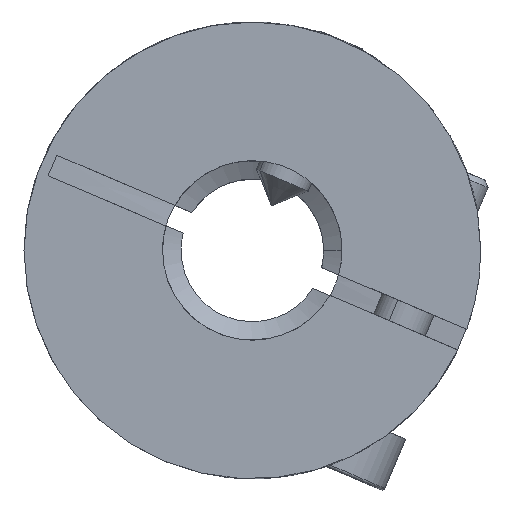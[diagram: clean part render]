
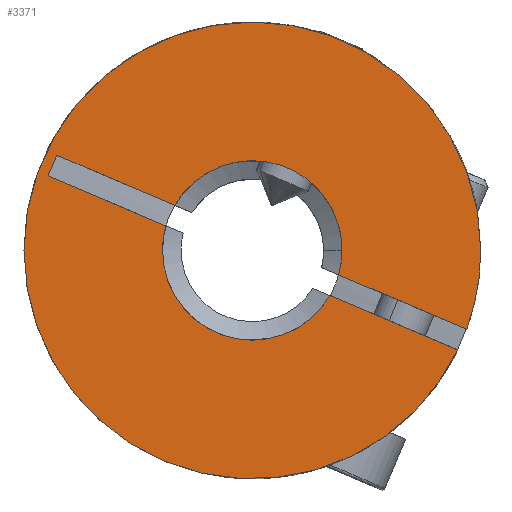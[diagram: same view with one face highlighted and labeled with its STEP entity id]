
A CAD part, left-side view. The second image highlights one B-rep face of the part: STEP entity #3371.
In plain terms, the highlighted planar face has unit normal (-1, 0, 0).
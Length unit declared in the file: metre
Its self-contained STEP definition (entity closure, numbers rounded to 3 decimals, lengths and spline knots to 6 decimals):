
#13 = EDGE_CURVE ( 'NONE', #2027, #321, #2806, .T. ) ;
#106 = CARTESIAN_POINT ( 'NONE',  ( -0.0125, -0.009171, -0.004436 ) ) ;
#131 = DIRECTION ( 'NONE',  ( 1., 0., 0. ) ) ;
#159 = DIRECTION ( 'NONE',  ( 0., 1., 0. ) ) ;
#246 = CARTESIAN_POINT ( 'NONE',  ( -0.0125, 0.008711, 0.004241 ) ) ;
#305 = DIRECTION ( 'NONE',  ( 1., 0., 0. ) ) ;
#321 = VERTEX_POINT ( 'NONE', #2554 ) ;
#355 = EDGE_CURVE ( 'NONE', #2027, #4325, #2869, .T. ) ;
#360 = DIRECTION ( 'NONE',  ( 1., 0., 0. ) ) ;
#416 = CARTESIAN_POINT ( 'NONE',  ( -0.0125, 0., 0. ) ) ;
#490 = CIRCLE ( 'NONE', #3104, 0.004 ) ;
#551 = CARTESIAN_POINT ( 'NONE',  ( -0.0125, 0.009101, 0.00332 ) ) ;
#568 = DIRECTION ( 'NONE',  ( 1., 0., 0. ) ) ;
#577 = VERTEX_POINT ( 'NONE', #1700 ) ;
#608 = EDGE_CURVE ( 'NONE', #4325, #5246, #1828, .T. ) ;
#609 = CARTESIAN_POINT ( 'NONE',  ( -0.0125, -0.00955, -0.003511 ) ) ;
#654 = EDGE_CURVE ( 'NONE', #321, #2846, #2666, .T. ) ;
#658 = ORIENTED_EDGE ( 'NONE', *, *, #2437, .T. ) ;
#694 = FACE_OUTER_BOUND ( 'NONE', #822, .T. ) ;
#724 = DIRECTION ( 'NONE',  ( 0., 0.921, 0.391 ) ) ;
#786 = CARTESIAN_POINT ( 'NONE',  ( -0.0125, 0.004, 0. ) ) ;
#822 = EDGE_LOOP ( 'NONE', ( #3434, #1029, #3409, #1759, #3916, #658, #4735, #1268, #4088, #1345, #4647 ) ) ;
#1029 = ORIENTED_EDGE ( 'NONE', *, *, #355, .T. ) ;
#1043 = DIRECTION ( 'NONE',  ( 1., 0., 0. ) ) ;
#1186 = CARTESIAN_POINT ( 'NONE',  ( -0.0125, 0.008711, 0.004241 ) ) ;
#1188 = DIRECTION ( 'NONE',  ( 0., -1., 0. ) ) ;
#1247 = EDGE_CURVE ( 'NONE', #1380, #4124, #4377, .T. ) ;
#1268 = ORIENTED_EDGE ( 'NONE', *, *, #4304, .T. ) ;
#1332 = CIRCLE ( 'NONE', #4566, 0.010175 ) ;
#1345 = ORIENTED_EDGE ( 'NONE', *, *, #3135, .F. ) ;
#1380 = VERTEX_POINT ( 'NONE', #1186 ) ;
#1392 = VECTOR ( 'NONE', #724, 1. ) ;
#1429 = CARTESIAN_POINT ( 'NONE',  ( -0.0125, -0.003458, -0.002011 ) ) ;
#1699 = DIRECTION ( 'NONE',  ( 0., 1., 0. ) ) ;
#1700 = CARTESIAN_POINT ( 'NONE',  ( -0.0125, 0.003849, 0.00109 ) ) ;
#1759 = ORIENTED_EDGE ( 'NONE', *, *, #2204, .T. ) ;
#1779 = VECTOR ( 'NONE', #3386, 1. ) ;
#1828 = CIRCLE ( 'NONE', #2244, 0.004 ) ;
#1876 = DIRECTION ( 'NONE',  ( 0., -0.921, -0.391 ) ) ;
#1931 = CARTESIAN_POINT ( 'NONE',  ( -0.0125, -0.009171, -0.004436 ) ) ;
#2027 = VERTEX_POINT ( 'NONE', #4267 ) ;
#2069 = CARTESIAN_POINT ( 'NONE',  ( -0.0125, 0.003458, 0.002011 ) ) ;
#2204 = EDGE_CURVE ( 'NONE', #5246, #577, #490, .T. ) ;
#2244 = AXIS2_PLACEMENT_3D ( 'NONE', #2572, #131, #2981 ) ;
#2381 = CARTESIAN_POINT ( 'NONE',  ( -0.0125, 0.004, 0. ) ) ;
#2403 = VECTOR ( 'NONE', #1876, 1. ) ;
#2433 = CARTESIAN_POINT ( 'NONE',  ( -0.0125, -0.010175, 0. ) ) ;
#2437 = EDGE_CURVE ( 'NONE', #4713, #1380, #3097, .T. ) ;
#2473 = LINE ( 'NONE', #1931, #1392 ) ;
#2554 = CARTESIAN_POINT ( 'NONE',  ( -0.0125, 0.010175, 0. ) ) ;
#2572 = CARTESIAN_POINT ( 'NONE',  ( -0.0125, 0., 0. ) ) ;
#2607 = DIRECTION ( 'NONE',  ( 1., 0., 0. ) ) ;
#2666 = CIRCLE ( 'NONE', #3070, 0.010175 ) ;
#2751 = CARTESIAN_POINT ( 'NONE',  ( -0.0125, 0., 0. ) ) ;
#2801 = PLANE ( 'NONE',  #4181 ) ;
#2806 = CIRCLE ( 'NONE', #3000, 0.010175 ) ;
#2820 = CARTESIAN_POINT ( 'NONE',  ( -0.0125, -0.003849, -0.00109 ) ) ;
#2846 = VERTEX_POINT ( 'NONE', #2433 ) ;
#2868 = DIRECTION ( 'NONE',  ( 0., -0.391, 0.921 ) ) ;
#2869 = LINE ( 'NONE', #106, #1779 ) ;
#2890 = CARTESIAN_POINT ( 'NONE',  ( -0.0125, 0.009101, 0.00332 ) ) ;
#2981 = DIRECTION ( 'NONE',  ( 0., 1., 0. ) ) ;
#3000 = AXIS2_PLACEMENT_3D ( 'NONE', #416, #360, #1699 ) ;
#3011 = CARTESIAN_POINT ( 'NONE',  ( -0.0125, 0., 0. ) ) ;
#3070 = AXIS2_PLACEMENT_3D ( 'NONE', #5077, #2607, #159 ) ;
#3097 = LINE ( 'NONE', #2890, #4179 ) ;
#3098 = DIRECTION ( 'NONE',  ( 0., -0.921, -0.391 ) ) ;
#3104 = AXIS2_PLACEMENT_3D ( 'NONE', #2751, #305, #3161 ) ;
#3135 = EDGE_CURVE ( 'NONE', #2846, #4801, #1332, .T. ) ;
#3161 = DIRECTION ( 'NONE',  ( 0., 1., 0. ) ) ;
#3301 = VECTOR ( 'NONE', #3098, 1. ) ;
#3371 = ADVANCED_FACE ( 'NONE', ( #694 ), #2801, .T. ) ;
#3386 = DIRECTION ( 'NONE',  ( 0., 0.921, 0.391 ) ) ;
#3399 = VERTEX_POINT ( 'NONE', #2820 ) ;
#3409 = ORIENTED_EDGE ( 'NONE', *, *, #608, .T. ) ;
#3422 = DIRECTION ( 'NONE',  ( 0., 1., 0. ) ) ;
#3434 = ORIENTED_EDGE ( 'NONE', *, *, #13, .F. ) ;
#3479 = CARTESIAN_POINT ( 'NONE',  ( -0.0125, 0., 0. ) ) ;
#3637 = DIRECTION ( 'NONE',  ( -1., 0., 0. ) ) ;
#3638 = LINE ( 'NONE', #4323, #2403 ) ;
#3870 = DIRECTION ( 'NONE',  ( 0., 1., 0. ) ) ;
#3897 = EDGE_CURVE ( 'NONE', #577, #4713, #2473, .T. ) ;
#3916 = ORIENTED_EDGE ( 'NONE', *, *, #3897, .T. ) ;
#4088 = ORIENTED_EDGE ( 'NONE', *, *, #5089, .T. ) ;
#4124 = VERTEX_POINT ( 'NONE', #2069 ) ;
#4179 = VECTOR ( 'NONE', #2868, 1. ) ;
#4181 = AXIS2_PLACEMENT_3D ( 'NONE', #786, #3637, #1188 ) ;
#4267 = CARTESIAN_POINT ( 'NONE',  ( -0.0125, -0.009159, -0.004431 ) ) ;
#4304 = EDGE_CURVE ( 'NONE', #4124, #3399, #4456, .T. ) ;
#4323 = CARTESIAN_POINT ( 'NONE',  ( -0.0125, 0.008711, 0.004241 ) ) ;
#4325 = VERTEX_POINT ( 'NONE', #1429 ) ;
#4377 = LINE ( 'NONE', #246, #3301 ) ;
#4456 = CIRCLE ( 'NONE', #4717, 0.004 ) ;
#4566 = AXIS2_PLACEMENT_3D ( 'NONE', #3011, #568, #3422 ) ;
#4647 = ORIENTED_EDGE ( 'NONE', *, *, #654, .F. ) ;
#4713 = VERTEX_POINT ( 'NONE', #551 ) ;
#4717 = AXIS2_PLACEMENT_3D ( 'NONE', #3479, #1043, #3870 ) ;
#4735 = ORIENTED_EDGE ( 'NONE', *, *, #1247, .T. ) ;
#4801 = VERTEX_POINT ( 'NONE', #609 ) ;
#5077 = CARTESIAN_POINT ( 'NONE',  ( -0.0125, 0., 0. ) ) ;
#5089 = EDGE_CURVE ( 'NONE', #3399, #4801, #3638, .T. ) ;
#5246 = VERTEX_POINT ( 'NONE', #2381 ) ;
